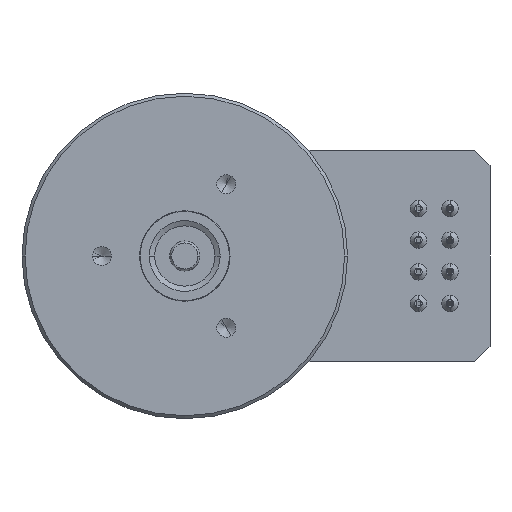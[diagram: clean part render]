
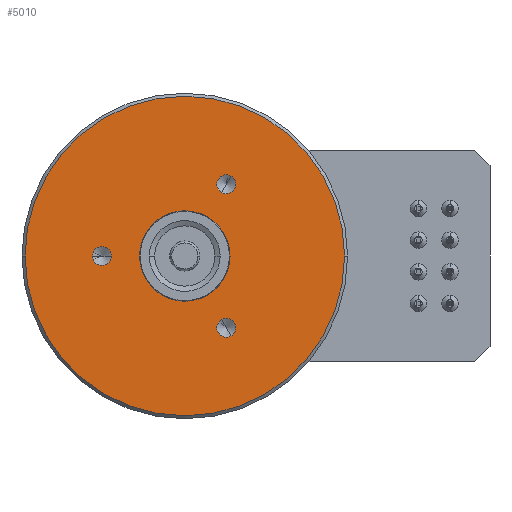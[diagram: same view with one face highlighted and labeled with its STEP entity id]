
A CAD part, left-side view. The second image highlights one B-rep face of the part: STEP entity #5010.
In plain terms, the highlighted planar face has unit normal (-1, 0, 0).
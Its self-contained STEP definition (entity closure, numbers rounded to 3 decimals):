
#69=CARTESIAN_POINT('',(0.,0.,0.));
#70=DIRECTION('',(1.,0.,0.));
#71=DIRECTION('',(0.,1.,0.));
#72=AXIS2_PLACEMENT_3D('',#69,#70,#71);
#92=CARTESIAN_POINT('',(0.,0.,0.));
#93=DIRECTION('',(-1.,0.,0.));
#94=DIRECTION('',(0.,1.,0.));
#95=AXIS2_PLACEMENT_3D('',#92,#93,#94);
#302=CARTESIAN_POINT('',(0.,0.,0.));
#303=DIRECTION('',(1.,0.,0.));
#304=DIRECTION('',(0.,1.,0.));
#305=AXIS2_PLACEMENT_3D('',#302,#303,#304);
#310=CARTESIAN_POINT('',(0.,0.,0.));
#311=DIRECTION('',(-1.,0.,0.));
#312=DIRECTION('',(0.,1.,0.));
#313=AXIS2_PLACEMENT_3D('',#310,#311,#312);
#318=CARTESIAN_POINT('',(0.,11.,0.));
#319=DIRECTION('',(-1.,0.,0.));
#320=DIRECTION('',(0.,1.,0.));
#321=AXIS2_PLACEMENT_3D('',#318,#319,#320);
#326=CARTESIAN_POINT('',(0.,11.,0.));
#327=DIRECTION('',(-1.,0.,0.));
#328=DIRECTION('',(0.,-1.,0.));
#329=AXIS2_PLACEMENT_3D('',#326,#327,#328);
#334=CARTESIAN_POINT('',(0.,-5.5,-9.526));
#335=DIRECTION('',(-1.,0.,0.));
#336=DIRECTION('',(0.,-0.5,-0.866));
#337=AXIS2_PLACEMENT_3D('',#334,#335,#336);
#342=CARTESIAN_POINT('',(0.,-5.5,-9.526));
#343=DIRECTION('',(-1.,0.,0.));
#344=DIRECTION('',(0.,0.5,0.866));
#345=AXIS2_PLACEMENT_3D('',#342,#343,#344);
#350=CARTESIAN_POINT('',(0.,-5.5,9.526));
#351=DIRECTION('',(-1.,0.,0.));
#352=DIRECTION('',(0.,-0.5,0.866));
#353=AXIS2_PLACEMENT_3D('',#350,#351,#352);
#358=CARTESIAN_POINT('',(0.,-5.5,9.526));
#359=DIRECTION('',(-1.,0.,0.));
#360=DIRECTION('',(0.,0.5,-0.866));
#361=AXIS2_PLACEMENT_3D('',#358,#359,#360);
#4049=CARTESIAN_POINT('',(0.,21.2,0.));
#4050=VERTEX_POINT('',#4049);
#4061=CARTESIAN_POINT('',(0.,-21.2,0.));
#4062=VERTEX_POINT('',#4061);
#4079=CARTESIAN_POINT('',(0.,6.,0.));
#4081=VERTEX_POINT('',#4079);
#4091=CARTESIAN_POINT('',(0.,-6.,0.));
#4093=VERTEX_POINT('',#4091);
#4729=CARTESIAN_POINT('',(0.,12.25,0.));
#4730=CARTESIAN_POINT('',(0.,9.75,0.));
#4731=VERTEX_POINT('',#4729);
#4732=VERTEX_POINT('',#4730);
#4739=CARTESIAN_POINT('',(0.,-6.125,-10.609));
#4740=CARTESIAN_POINT('',(0.,-4.875,-8.444));
#4741=VERTEX_POINT('',#4739);
#4742=VERTEX_POINT('',#4740);
#4749=CARTESIAN_POINT('',(0.,-6.125,10.609));
#4750=CARTESIAN_POINT('',(0.,-4.875,8.444));
#4751=VERTEX_POINT('',#4749);
#4752=VERTEX_POINT('',#4750);
#4977=CARTESIAN_POINT('',(0.,0.,0.));
#4978=DIRECTION('',(1.,0.,0.));
#4979=DIRECTION('',(0.,-1.,0.));
#4980=AXIS2_PLACEMENT_3D('',#4977,#4978,#4979);
#4981=PLANE('',#4980);
#4983=ORIENTED_EDGE('',*,*,#4982,.T.);
#4985=ORIENTED_EDGE('',*,*,#4984,.F.);
#4986=EDGE_LOOP('',(#4983,#4985));
#4987=FACE_OUTER_BOUND('',#4986,.F.);
#4988=ORIENTED_EDGE('',*,*,#4778,.T.);
#4989=ORIENTED_EDGE('',*,*,#4760,.F.);
#4990=EDGE_LOOP('',(#4988,#4989));
#4991=FACE_BOUND('',#4990,.F.);
#4993=ORIENTED_EDGE('',*,*,#4992,.T.);
#4995=ORIENTED_EDGE('',*,*,#4994,.T.);
#4996=EDGE_LOOP('',(#4993,#4995));
#4997=FACE_BOUND('',#4996,.F.);
#4999=ORIENTED_EDGE('',*,*,#4998,.T.);
#5001=ORIENTED_EDGE('',*,*,#5000,.T.);
#5002=EDGE_LOOP('',(#4999,#5001));
#5003=FACE_BOUND('',#5002,.F.);
#5005=ORIENTED_EDGE('',*,*,#5004,.T.);
#5007=ORIENTED_EDGE('',*,*,#5006,.T.);
#5008=EDGE_LOOP('',(#5005,#5007));
#5009=FACE_BOUND('',#5008,.F.);
#5010=ADVANCED_FACE('',(#4987,#4991,#4997,#5003,#5009),#4981,.F.);
#73=CIRCLE('',#72,6.);
#96=CIRCLE('',#95,6.);
#306=CIRCLE('',#305,21.2);
#314=CIRCLE('',#313,21.2);
#322=CIRCLE('',#321,1.25);
#330=CIRCLE('',#329,1.25);
#338=CIRCLE('',#337,1.25);
#346=CIRCLE('',#345,1.25);
#354=CIRCLE('',#353,1.25);
#362=CIRCLE('',#361,1.25);
#4760=EDGE_CURVE('',#4081,#4093,#73,.T.);
#4778=EDGE_CURVE('',#4081,#4093,#96,.T.);
#4982=EDGE_CURVE('',#4050,#4062,#306,.T.);
#4984=EDGE_CURVE('',#4050,#4062,#314,.T.);
#4992=EDGE_CURVE('',#4731,#4732,#322,.T.);
#4994=EDGE_CURVE('',#4732,#4731,#330,.T.);
#4998=EDGE_CURVE('',#4741,#4742,#338,.T.);
#5000=EDGE_CURVE('',#4742,#4741,#346,.T.);
#5004=EDGE_CURVE('',#4751,#4752,#354,.T.);
#5006=EDGE_CURVE('',#4752,#4751,#362,.T.);
